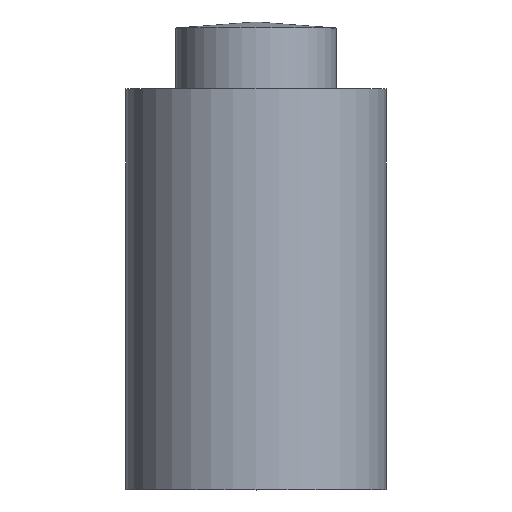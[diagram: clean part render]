
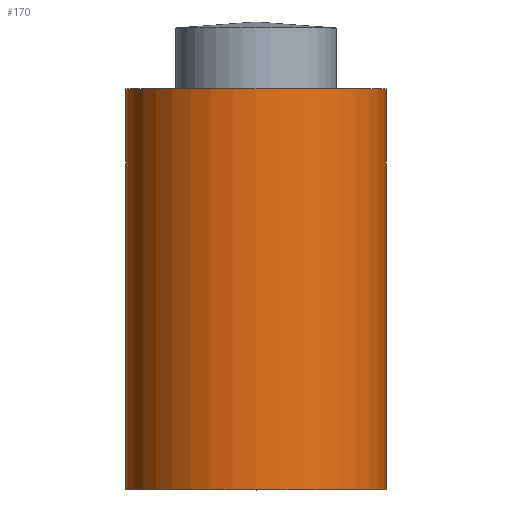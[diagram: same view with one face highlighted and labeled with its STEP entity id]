
A CAD part, top view. The second image highlights one B-rep face of the part: STEP entity #170.
In plain terms, the highlighted cylindrical face has radius 9.75 mm (diameter 19.5 mm), a full revolution.
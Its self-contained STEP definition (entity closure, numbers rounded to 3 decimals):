
#170 = ADVANCED_FACE( '', ( #355, #356 ), #357, .T. );
#355 = FACE_OUTER_BOUND( '', #582, .T. );
#356 = FACE_OUTER_BOUND( '', #583, .T. );
#357 = CYLINDRICAL_SURFACE( '', #584, 9.75 );
#582 = EDGE_LOOP( '', ( #842 ) );
#583 = EDGE_LOOP( '', ( #843 ) );
#584 = AXIS2_PLACEMENT_3D( '', #844, #845, #846 );
#842 = ORIENTED_EDGE( '', *, *, #1284, .T. );
#843 = ORIENTED_EDGE( '', *, *, #1285, .F. );
#844 = CARTESIAN_POINT( '', ( 0., -60., 0. ) );
#845 = DIRECTION( '', ( 0., 1., 0. ) );
#846 = DIRECTION( '', ( 0., 0., -1. ) );
#1284 = EDGE_CURVE( '', #1495, #1495, #1496, .T. );
#1285 = EDGE_CURVE( '', #1497, #1497, #1498, .T. );
#1495 = VERTEX_POINT( '', #1763 );
#1496 = CIRCLE( '', #1764, 9.75 );
#1497 = VERTEX_POINT( '', #1765 );
#1498 = CIRCLE( '', #1766, 9.75 );
#1763 = CARTESIAN_POINT( '', ( 0., 12.5, -9.75 ) );
#1764 = AXIS2_PLACEMENT_3D( '', #2045, #2046, #2047 );
#1765 = CARTESIAN_POINT( '', ( 0., -17.5, -9.75 ) );
#1766 = AXIS2_PLACEMENT_3D( '', #2048, #2049, #2050 );
#2045 = CARTESIAN_POINT( '', ( 0., 12.5, 0. ) );
#2046 = DIRECTION( '', ( 0., -1., 0. ) );
#2047 = DIRECTION( '', ( 0., 0., -1. ) );
#2048 = CARTESIAN_POINT( '', ( 0., -17.5, 0. ) );
#2049 = DIRECTION( '', ( 0., -1., 0. ) );
#2050 = DIRECTION( '', ( 0., 0., -1. ) );
